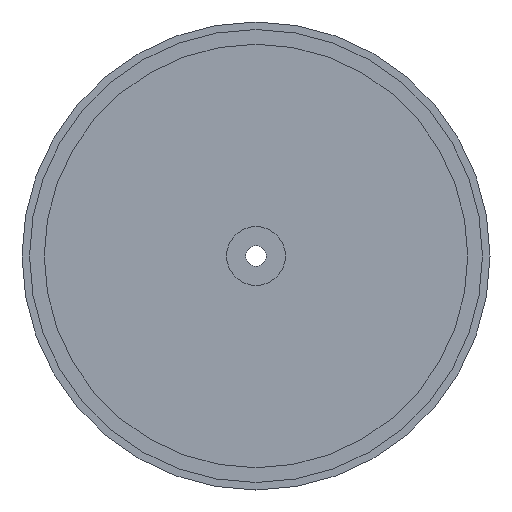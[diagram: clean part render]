
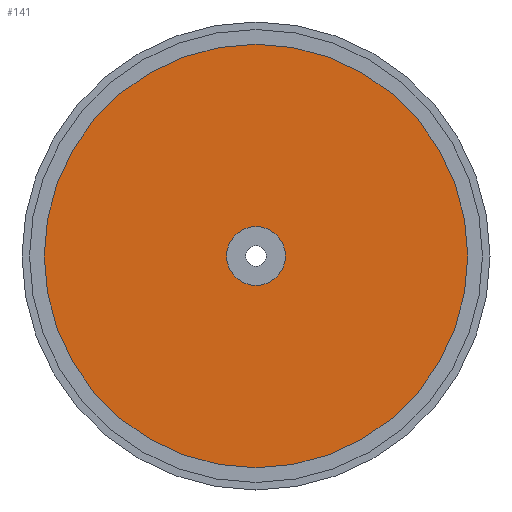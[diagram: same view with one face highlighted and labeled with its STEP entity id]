
A CAD part, front view. The second image highlights one B-rep face of the part: STEP entity #141.
In plain terms, the highlighted planar face has unit normal (0, -1, 0).
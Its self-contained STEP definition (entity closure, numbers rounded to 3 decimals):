
#20 = DIRECTION ( 'NONE',  ( 0., 0., -1. ) ) ;
#34 = EDGE_CURVE ( 'NONE', #388, #388, #359, .T. ) ;
#39 = AXIS2_PLACEMENT_3D ( 'NONE', #403, #312, #20 ) ;
#54 = FACE_BOUND ( 'NONE', #106, .T. ) ;
#57 = PLANE ( 'NONE',  #39 ) ;
#70 = ORIENTED_EDGE ( 'NONE', *, *, #337, .T. ) ;
#77 = CARTESIAN_POINT ( 'NONE',  ( 0., 12., 0. ) ) ;
#87 = CIRCLE ( 'NONE', #380, 72. ) ;
#106 = EDGE_LOOP ( 'NONE', ( #324 ) ) ;
#114 = VERTEX_POINT ( 'NONE', #370 ) ;
#130 = CARTESIAN_POINT ( 'NONE',  ( 0., 12., -10. ) ) ;
#136 = EDGE_LOOP ( 'NONE', ( #70 ) ) ;
#141 = ADVANCED_FACE ( 'NONE', ( #54, #278 ), #57, .T. ) ;
#162 = CARTESIAN_POINT ( 'NONE',  ( 0., 12., 0. ) ) ;
#191 = DIRECTION ( 'NONE',  ( 0., -1., 0. ) ) ;
#195 = AXIS2_PLACEMENT_3D ( 'NONE', #77, #301, #302 ) ;
#256 = DIRECTION ( 'NONE',  ( 0., 0., -1. ) ) ;
#278 = FACE_OUTER_BOUND ( 'NONE', #136, .T. ) ;
#301 = DIRECTION ( 'NONE',  ( 0., -1., 0. ) ) ;
#302 = DIRECTION ( 'NONE',  ( 0., 0., -1. ) ) ;
#312 = DIRECTION ( 'NONE',  ( 0., -1., 0. ) ) ;
#324 = ORIENTED_EDGE ( 'NONE', *, *, #34, .F. ) ;
#337 = EDGE_CURVE ( 'NONE', #114, #114, #87, .T. ) ;
#359 = CIRCLE ( 'NONE', #195, 10. ) ;
#370 = CARTESIAN_POINT ( 'NONE',  ( 0., 12., -72. ) ) ;
#380 = AXIS2_PLACEMENT_3D ( 'NONE', #162, #191, #256 ) ;
#388 = VERTEX_POINT ( 'NONE', #130 ) ;
#403 = CARTESIAN_POINT ( 'NONE',  ( 13., 12., 0. ) ) ;
